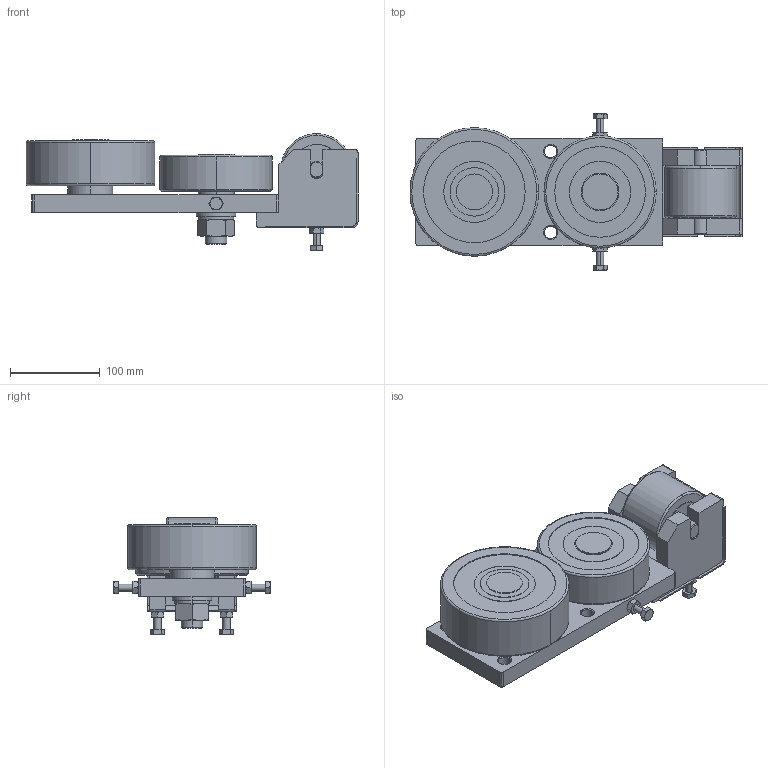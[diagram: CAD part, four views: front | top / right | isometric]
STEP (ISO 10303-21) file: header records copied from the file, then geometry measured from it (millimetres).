
FILE_DESCRIPTION(('STEP AP214'),'1');
FILE_NAME('jt-pa_1432_d_0_d2_0.stp','2016-08-01T14:39:43',('TraceParts'),('TraceParts S.A.'),'Spatial InterOp 3D',' ',' ');
FILE_SCHEMA(('automotive_design'));
Length unit declared in the file: millimetre
Products named in the file (6): jt-pa_1432_d_0_d2_0_1; jt-pa_1432_d_0_d2_0_2; jt-pa_1432_d_0_d2_0_3; jt-pa_1432_d_0_d2_0_4; jt-pa_1432_d_0_d2_0_5; jt-pa_1432_d_0_d2_0_6
Bounding box: 369.6 x 174 x 130 mm (x, y, z)
Volume: 2547123.7 mm3; surface area: 298242.4 mm2
Topology: 6 solids, 6 shells, 403 faces, 959 edges, 595 vertices
Faces by surface type: plane 161, cone 118, cylinder 112, torus 12
Entity records: 15199 total; most frequent: CARTESIAN_POINT 2707, DIRECTION 1970, ORIENTED_EDGE 1918, EDGE_CURVE 959, AXIS2_PLACEMENT_3D 782, VERTEX_POINT 595, EDGE_LOOP 456, STYLED_ITEM 407
